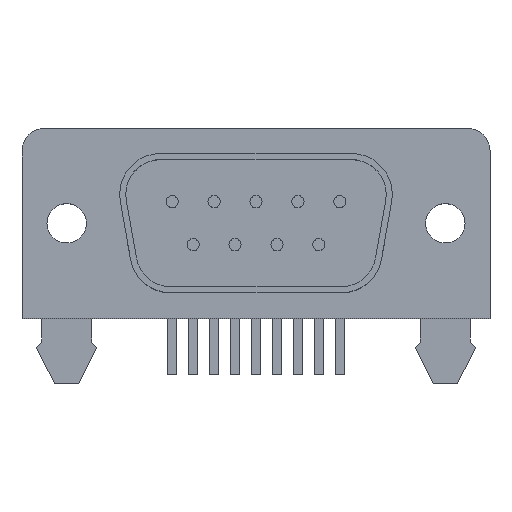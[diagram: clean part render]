
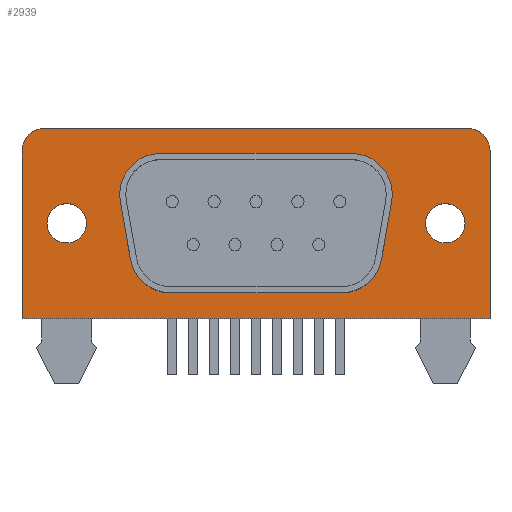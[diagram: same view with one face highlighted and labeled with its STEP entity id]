
A CAD part, top view. The second image highlights one B-rep face of the part: STEP entity #2939.
In plain terms, the highlighted planar face has unit normal (0, 0, 1).
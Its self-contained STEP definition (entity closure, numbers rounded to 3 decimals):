
#189=DIRECTION('',(-1.,0.,0.));
#190=VECTOR('',#189,30.9);
#191=CARTESIAN_POINT('',(67.747,-1.39,35.688));
#192=LINE('',#191,#190);
#641=CARTESIAN_POINT('',(64.797,4.885,35.688));
#642=DIRECTION('',(0.,0.,-1.));
#643=DIRECTION('',(1.,0.,0.));
#644=AXIS2_PLACEMENT_3D('',#641,#642,#643);
#646=CARTESIAN_POINT('',(64.797,4.885,35.688));
#647=DIRECTION('',(0.,0.,-1.));
#648=DIRECTION('',(-1.,0.,0.));
#649=AXIS2_PLACEMENT_3D('',#646,#647,#648);
#651=CARTESIAN_POINT('',(39.797,4.885,35.688));
#652=DIRECTION('',(0.,0.,-1.));
#653=DIRECTION('',(-1.,0.,0.));
#654=AXIS2_PLACEMENT_3D('',#651,#652,#653);
#656=CARTESIAN_POINT('',(39.797,4.885,35.688));
#657=DIRECTION('',(0.,0.,-1.));
#658=DIRECTION('',(1.,0.,0.));
#659=AXIS2_PLACEMENT_3D('',#656,#657,#658);
#661=CARTESIAN_POINT('',(57.927,2.985,35.688));
#662=DIRECTION('',(0.,0.,-1.));
#663=DIRECTION('',(0.985,-0.174,0.));
#664=AXIS2_PLACEMENT_3D('',#661,#662,#663);
#666=DIRECTION('',(-0.174,-0.985,0.));
#667=VECTOR('',#666,3.859);
#668=CARTESIAN_POINT('',(61.256,6.316,35.688));
#669=LINE('',#668,#667);
#670=CARTESIAN_POINT('',(58.597,6.785,35.688));
#671=DIRECTION('',(0.,0.,-1.));
#672=DIRECTION('',(0.766,0.643,0.));
#673=AXIS2_PLACEMENT_3D('',#670,#671,#672);
#675=CARTESIAN_POINT('',(58.597,6.785,35.688));
#676=DIRECTION('',(0.,0.,-1.));
#677=DIRECTION('',(0.,1.,0.));
#678=AXIS2_PLACEMENT_3D('',#675,#676,#677);
#680=DIRECTION('',(1.,0.,0.));
#681=VECTOR('',#680,12.6);
#682=CARTESIAN_POINT('',(45.997,9.485,35.688));
#683=LINE('',#682,#681);
#684=CARTESIAN_POINT('',(45.997,6.785,35.688));
#685=DIRECTION('',(0.,0.,-1.));
#686=DIRECTION('',(-0.766,0.643,0.));
#687=AXIS2_PLACEMENT_3D('',#684,#685,#686);
#689=CARTESIAN_POINT('',(45.997,6.785,35.688));
#690=DIRECTION('',(0.,0.,-1.));
#691=DIRECTION('',(-0.985,-0.174,0.));
#692=AXIS2_PLACEMENT_3D('',#689,#690,#691);
#694=DIRECTION('',(-0.174,0.985,0.));
#695=VECTOR('',#694,3.859);
#696=CARTESIAN_POINT('',(44.008,2.516,35.688));
#697=LINE('',#696,#695);
#698=CARTESIAN_POINT('',(46.667,2.985,35.688));
#699=DIRECTION('',(0.,0.,-1.));
#700=DIRECTION('',(-0.643,-0.766,0.));
#701=AXIS2_PLACEMENT_3D('',#698,#699,#700);
#703=CARTESIAN_POINT('',(46.667,2.985,35.688));
#704=DIRECTION('',(0.,0.,-1.));
#705=DIRECTION('',(0.,-1.,0.));
#706=AXIS2_PLACEMENT_3D('',#703,#704,#705);
#708=DIRECTION('',(-1.,0.,0.));
#709=VECTOR('',#708,11.26);
#710=CARTESIAN_POINT('',(57.927,0.285,35.688));
#711=LINE('',#710,#709);
#712=CARTESIAN_POINT('',(57.927,2.985,35.688));
#713=DIRECTION('',(0.,0.,-1.));
#714=DIRECTION('',(0.643,-0.766,0.));
#715=AXIS2_PLACEMENT_3D('',#712,#713,#714);
#717=CARTESIAN_POINT('',(66.247,9.66,35.688));
#718=DIRECTION('',(0.,0.,1.));
#719=DIRECTION('',(1.,0.,0.));
#720=AXIS2_PLACEMENT_3D('',#717,#718,#719);
#722=DIRECTION('',(0.,1.,0.));
#723=VECTOR('',#722,11.05);
#724=CARTESIAN_POINT('',(67.747,-1.39,35.688));
#725=LINE('',#724,#723);
#726=DIRECTION('',(0.,-1.,0.));
#727=VECTOR('',#726,11.05);
#728=CARTESIAN_POINT('',(36.847,9.66,35.688));
#729=LINE('',#728,#727);
#730=CARTESIAN_POINT('',(38.347,9.66,35.688));
#731=DIRECTION('',(0.,0.,1.));
#732=DIRECTION('',(-0.707,0.707,0.));
#733=AXIS2_PLACEMENT_3D('',#730,#731,#732);
#735=CARTESIAN_POINT('',(38.347,9.66,35.688));
#736=DIRECTION('',(0.,0.,1.));
#737=DIRECTION('',(0.,1.,0.));
#738=AXIS2_PLACEMENT_3D('',#735,#736,#737);
#740=CARTESIAN_POINT('',(66.247,9.66,35.688));
#741=DIRECTION('',(0.,0.,1.));
#742=DIRECTION('',(0.707,0.707,0.));
#743=AXIS2_PLACEMENT_3D('',#740,#741,#742);
#831=DIRECTION('',(1.,0.,0.));
#832=VECTOR('',#831,27.9);
#833=CARTESIAN_POINT('',(38.347,11.16,35.688));
#834=LINE('',#833,#832);
#1473=CARTESIAN_POINT('',(38.347,11.16,35.688));
#1474=CARTESIAN_POINT('',(37.287,10.721,35.688));
#1475=VERTEX_POINT('',#1473);
#1476=VERTEX_POINT('',#1474);
#1477=CARTESIAN_POINT('',(36.847,9.66,35.688));
#1478=VERTEX_POINT('',#1477);
#1535=CARTESIAN_POINT('',(66.247,11.16,35.688));
#1536=VERTEX_POINT('',#1535);
#1541=CARTESIAN_POINT('',(36.847,-1.39,35.688));
#1542=VERTEX_POINT('',#1541);
#1567=CARTESIAN_POINT('',(67.308,10.721,35.688));
#1568=VERTEX_POINT('',#1567);
#1569=CARTESIAN_POINT('',(67.747,9.66,35.688));
#1570=VERTEX_POINT('',#1569);
#1573=CARTESIAN_POINT('',(67.747,-1.39,35.688));
#1574=VERTEX_POINT('',#1573);
#1575=CARTESIAN_POINT('',(43.929,8.521,35.688));
#1576=CARTESIAN_POINT('',(45.997,9.485,35.688));
#1577=VERTEX_POINT('',#1575);
#1578=VERTEX_POINT('',#1576);
#1579=CARTESIAN_POINT('',(43.338,6.316,35.688));
#1580=VERTEX_POINT('',#1579);
#1621=CARTESIAN_POINT('',(58.597,9.485,35.688));
#1622=VERTEX_POINT('',#1621);
#1623=CARTESIAN_POINT('',(44.008,2.516,35.688));
#1624=VERTEX_POINT('',#1623);
#1663=CARTESIAN_POINT('',(60.666,8.521,35.688));
#1664=CARTESIAN_POINT('',(61.256,6.316,35.688));
#1665=VERTEX_POINT('',#1663);
#1666=VERTEX_POINT('',#1664);
#1667=CARTESIAN_POINT('',(44.932,0.917,35.688));
#1668=VERTEX_POINT('',#1667);
#1669=CARTESIAN_POINT('',(46.667,0.285,35.688));
#1670=VERTEX_POINT('',#1669);
#1703=CARTESIAN_POINT('',(60.586,2.516,35.688));
#1704=VERTEX_POINT('',#1703);
#1705=CARTESIAN_POINT('',(57.927,0.285,35.688));
#1706=VERTEX_POINT('',#1705);
#1733=CARTESIAN_POINT('',(59.663,0.917,35.688));
#1734=VERTEX_POINT('',#1733);
#1781=CARTESIAN_POINT('',(66.097,4.885,35.688));
#1783=VERTEX_POINT('',#1781);
#1785=CARTESIAN_POINT('',(63.497,4.885,35.688));
#1787=VERTEX_POINT('',#1785);
#1790=CARTESIAN_POINT('',(41.097,4.885,35.688));
#1792=VERTEX_POINT('',#1790);
#1794=CARTESIAN_POINT('',(38.497,4.885,35.688));
#1796=VERTEX_POINT('',#1794);
#2879=CARTESIAN_POINT('',(67.747,-1.39,35.688));
#2880=DIRECTION('',(0.,0.,1.));
#2881=DIRECTION('',(0.,-1.,0.));
#2882=AXIS2_PLACEMENT_3D('',#2879,#2880,#2881);
#2883=PLANE('',#2882);
#2885=ORIENTED_EDGE('',*,*,#2884,.F.);
#2887=ORIENTED_EDGE('',*,*,#2886,.F.);
#2888=ORIENTED_EDGE('',*,*,#1919,.T.);
#2890=ORIENTED_EDGE('',*,*,#2889,.F.);
#2892=ORIENTED_EDGE('',*,*,#2891,.F.);
#2894=ORIENTED_EDGE('',*,*,#2893,.F.);
#2896=ORIENTED_EDGE('',*,*,#2895,.T.);
#2898=ORIENTED_EDGE('',*,*,#2897,.F.);
#2899=EDGE_LOOP('',(#2885,#2887,#2888,#2890,#2892,#2894,#2896,#2898));
#2900=FACE_OUTER_BOUND('',#2899,.F.);
#2902=ORIENTED_EDGE('',*,*,#2901,.F.);
#2904=ORIENTED_EDGE('',*,*,#2903,.F.);
#2905=EDGE_LOOP('',(#2902,#2904));
#2906=FACE_BOUND('',#2905,.F.);
#2908=ORIENTED_EDGE('',*,*,#2907,.F.);
#2910=ORIENTED_EDGE('',*,*,#2909,.F.);
#2911=EDGE_LOOP('',(#2908,#2910));
#2912=FACE_BOUND('',#2911,.F.);
#2914=ORIENTED_EDGE('',*,*,#2913,.F.);
#2916=ORIENTED_EDGE('',*,*,#2915,.F.);
#2918=ORIENTED_EDGE('',*,*,#2917,.F.);
#2920=ORIENTED_EDGE('',*,*,#2919,.F.);
#2922=ORIENTED_EDGE('',*,*,#2921,.F.);
#2924=ORIENTED_EDGE('',*,*,#2923,.F.);
#2926=ORIENTED_EDGE('',*,*,#2925,.F.);
#2928=ORIENTED_EDGE('',*,*,#2927,.F.);
#2930=ORIENTED_EDGE('',*,*,#2929,.F.);
#2932=ORIENTED_EDGE('',*,*,#2931,.F.);
#2934=ORIENTED_EDGE('',*,*,#2933,.F.);
#2936=ORIENTED_EDGE('',*,*,#2935,.F.);
#2937=EDGE_LOOP('',(#2914,#2916,#2918,#2920,#2922,#2924,#2926,#2928,#2930,#2932,
#2934,#2936));
#2938=FACE_BOUND('',#2937,.F.);
#2939=ADVANCED_FACE('',(#2900,#2906,#2912,#2938),#2883,.T.);
#645=CIRCLE('',#644,1.3);
#650=CIRCLE('',#649,1.3);
#655=CIRCLE('',#654,1.3);
#660=CIRCLE('',#659,1.3);
#665=CIRCLE('',#664,2.7);
#674=CIRCLE('',#673,2.7);
#679=CIRCLE('',#678,2.7);
#688=CIRCLE('',#687,2.7);
#693=CIRCLE('',#692,2.7);
#702=CIRCLE('',#701,2.7);
#707=CIRCLE('',#706,2.7);
#716=CIRCLE('',#715,2.7);
#721=CIRCLE('',#720,1.5);
#734=CIRCLE('',#733,1.5);
#739=CIRCLE('',#738,1.5);
#744=CIRCLE('',#743,1.5);
#1919=EDGE_CURVE('',#1574,#1542,#192,.T.);
#2884=EDGE_CURVE('',#1570,#1568,#721,.T.);
#2886=EDGE_CURVE('',#1574,#1570,#725,.T.);
#2889=EDGE_CURVE('',#1478,#1542,#729,.T.);
#2891=EDGE_CURVE('',#1476,#1478,#734,.T.);
#2893=EDGE_CURVE('',#1475,#1476,#739,.T.);
#2895=EDGE_CURVE('',#1475,#1536,#834,.T.);
#2897=EDGE_CURVE('',#1568,#1536,#744,.T.);
#2901=EDGE_CURVE('',#1783,#1787,#645,.T.);
#2903=EDGE_CURVE('',#1787,#1783,#650,.T.);
#2907=EDGE_CURVE('',#1796,#1792,#655,.T.);
#2909=EDGE_CURVE('',#1792,#1796,#660,.T.);
#2913=EDGE_CURVE('',#1704,#1734,#665,.T.);
#2915=EDGE_CURVE('',#1666,#1704,#669,.T.);
#2917=EDGE_CURVE('',#1665,#1666,#674,.T.);
#2919=EDGE_CURVE('',#1622,#1665,#679,.T.);
#2921=EDGE_CURVE('',#1578,#1622,#683,.T.);
#2923=EDGE_CURVE('',#1577,#1578,#688,.T.);
#2925=EDGE_CURVE('',#1580,#1577,#693,.T.);
#2927=EDGE_CURVE('',#1624,#1580,#697,.T.);
#2929=EDGE_CURVE('',#1668,#1624,#702,.T.);
#2931=EDGE_CURVE('',#1670,#1668,#707,.T.);
#2933=EDGE_CURVE('',#1706,#1670,#711,.T.);
#2935=EDGE_CURVE('',#1734,#1706,#716,.T.);
